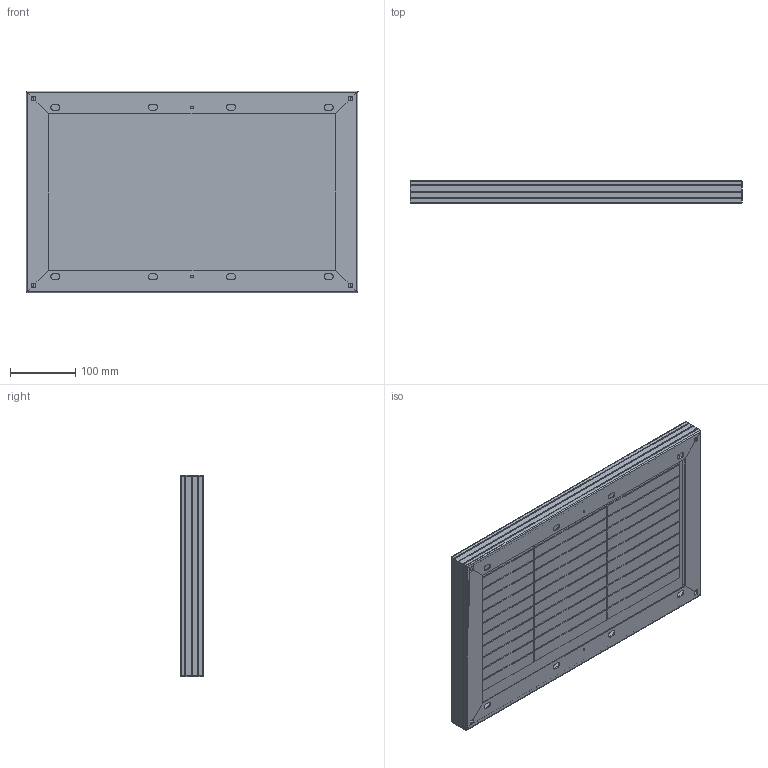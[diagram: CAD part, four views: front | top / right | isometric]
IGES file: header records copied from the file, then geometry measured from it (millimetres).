
Start section: SolidWorks IGES file using analytic representation for surfaces
Global section: file name: 0071 - Panneau Unisun 20-12 M  - Vers 2019.IGS; native system: SolidWorks 2017; preprocessor: SolidWorks 2017; author: yoann; date: 190201.092845; units: millimetre
Bounding box: 510 x 35 x 310 mm (x, y, z)
Surface area: 851431.3 mm2 (no closed solid volume)
Topology: 0 solids, 0 shells, 426 faces, 3008 edges, 3008 vertices
Faces by surface type: bspline 386, revolution 40
